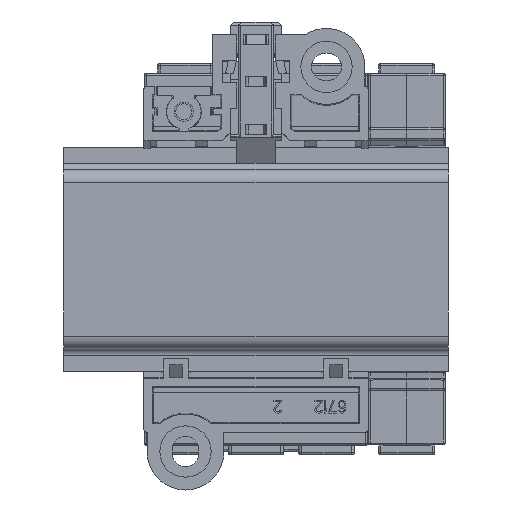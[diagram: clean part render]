
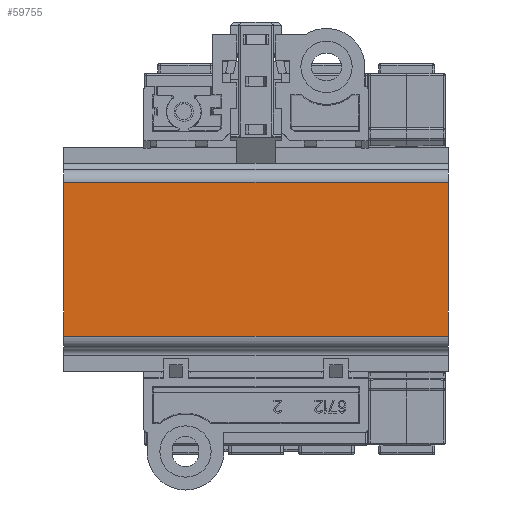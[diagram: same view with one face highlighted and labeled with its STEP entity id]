
A CAD part, front view. The second image highlights one B-rep face of the part: STEP entity #59755.
In plain terms, the highlighted planar face has unit normal (0, -1, 0).
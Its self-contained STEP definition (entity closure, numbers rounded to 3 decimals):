
#1488=DIRECTION('',(0.,0.,-1.));
#1489=VECTOR('',#1488,24.);
#1490=CARTESIAN_POINT('',(-30.,-34.9,12.));
#1491=LINE('',#1490,#1489);
#1492=DIRECTION('',(1.,0.,0.));
#1493=VECTOR('',#1492,60.);
#1494=CARTESIAN_POINT('',(-30.,-34.9,-12.));
#1495=LINE('',#1494,#1493);
#1496=DIRECTION('',(1.,0.,0.));
#1497=VECTOR('',#1496,60.);
#1498=CARTESIAN_POINT('',(-30.,-34.9,12.));
#1499=LINE('',#1498,#1497);
#41111=DIRECTION('',(0.,0.,-1.));
#41112=VECTOR('',#41111,24.);
#41113=CARTESIAN_POINT('',(30.,-34.9,12.));
#41114=LINE('',#41113,#41112);
#58186=CARTESIAN_POINT('',(-30.,-34.9,-12.));
#58188=VERTEX_POINT('',#58186);
#58224=CARTESIAN_POINT('',(-30.,-34.9,12.));
#58225=VERTEX_POINT('',#58224);
#58226=CARTESIAN_POINT('',(30.,-34.9,-12.));
#58228=VERTEX_POINT('',#58226);
#58264=CARTESIAN_POINT('',(30.,-34.9,12.));
#58265=VERTEX_POINT('',#58264);
#59742=CARTESIAN_POINT('',(-30.,-34.9,12.));
#59743=DIRECTION('',(0.,-1.,0.));
#59744=DIRECTION('',(0.,0.,-1.));
#59745=AXIS2_PLACEMENT_3D('',#59742,#59743,#59744);
#59746=PLANE('',#59745);
#59747=ORIENTED_EDGE('',*,*,#59722,.F.);
#59749=ORIENTED_EDGE('',*,*,#59748,.T.);
#59751=ORIENTED_EDGE('',*,*,#59750,.T.);
#59752=ORIENTED_EDGE('',*,*,#59733,.F.);
#59753=EDGE_LOOP('',(#59747,#59749,#59751,#59752));
#59754=FACE_OUTER_BOUND('',#59753,.F.);
#59722=EDGE_CURVE('',#58225,#58188,#1491,.T.);
#59733=EDGE_CURVE('',#58188,#58228,#1495,.T.);
#59748=EDGE_CURVE('',#58225,#58265,#1499,.T.);
#59750=EDGE_CURVE('',#58265,#58228,#41114,.T.);
#59755=ADVANCED_FACE('',(#59754),#59746,.T.);
